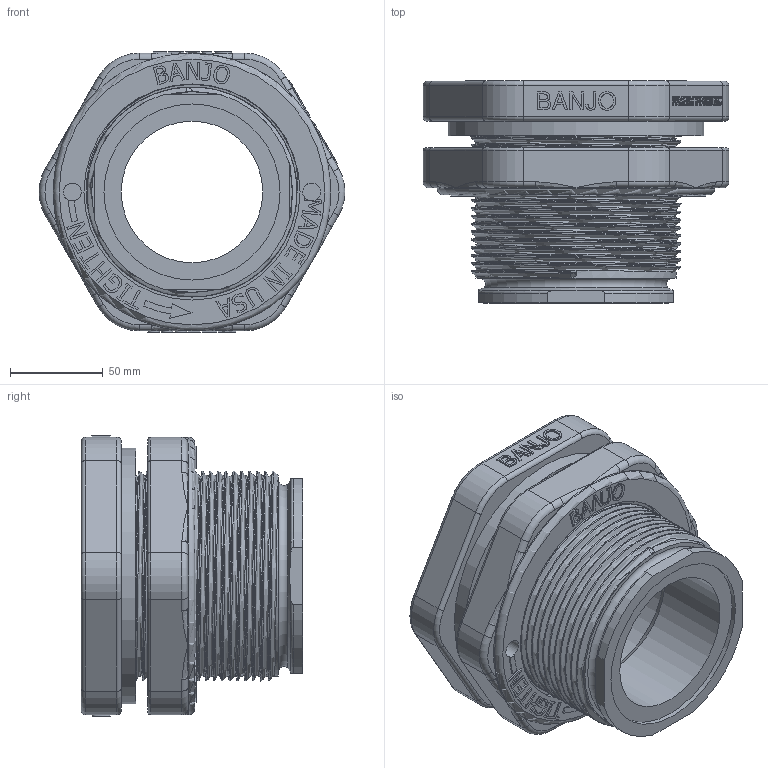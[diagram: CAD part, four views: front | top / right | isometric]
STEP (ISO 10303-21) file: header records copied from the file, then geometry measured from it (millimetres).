
FILE_DESCRIPTION(/* description */ (''),/* implementation_level */ '2;1');
FILE_NAME(/* name */ 'MTF300.stp',/* time_stamp */ '2017-08-21T15:32:19-04:00',/* author */ ('areid'),/* organization */ (''),/* preprocessor_version */ 'ST-DEVELOPER v16.5',/* originating_system */ 'Autodesk Inventor 2017',/* authorisation */ '');
FILE_SCHEMA (('AUTOMOTIVE_DESIGN { 1 0 10303 214 3 1 1 }'));
Length unit declared in the file: inch
Products named in the file (5): MTF300; MTF301; TF300G; TF303; TF303X
Assembly tree (4 placements, depth 3):
  MTF300
    MTF301
    TF300G
    TF303
      TF303X
Bounding box: 164.6 x 119.38 x 150.93 mm (x, y, z)
Volume: 976785.1 mm3; surface area: 193639 mm2
Topology: 3 solids, 3 shells, 858 faces, 2277 edges, 1483 vertices
Faces by surface type: plane 495, bspline 236, cylinder 90, torus 30, cone 7
Full cylindrical faces by diameter (mm): 9.652 x2, 76.2 x1, 79.756 x1, 94.742 x1, 107.95 x19, 112.522 x1, 113.284 x1, 115.849 x4, 116.332 x1, 137.566 x1, 149.352 x1
Entity records: 34076 total; most frequent: CARTESIAN_POINT 14847, ORIENTED_EDGE 4346, DIRECTION 3133, EDGE_CURVE 2173, LINE 1491, VECTOR 1491, VERTEX_POINT 1431, EDGE_LOOP 928
